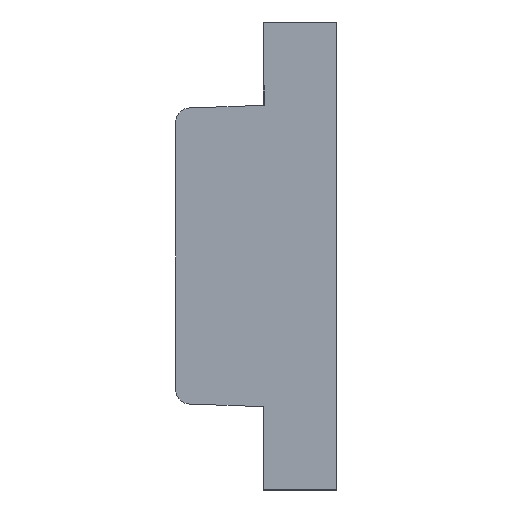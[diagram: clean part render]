
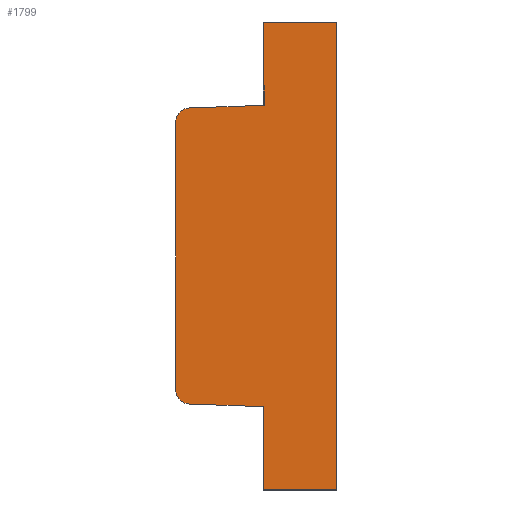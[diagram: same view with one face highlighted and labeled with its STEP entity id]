
A CAD part, left-side view. The second image highlights one B-rep face of the part: STEP entity #1799.
In plain terms, the highlighted planar face has unit normal (-1, 0, 0).
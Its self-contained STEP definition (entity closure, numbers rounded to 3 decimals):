
#4 = AXIS2_PLACEMENT_3D ( 'NONE', #4356, #503, #2456 ) ;
#89 = DIRECTION ( 'NONE',  ( 0., 0., -1. ) ) ;
#130 = VECTOR ( 'NONE', #4774, 1000. ) ;
#172 = LINE ( 'NONE', #3351, #747 ) ;
#239 = LINE ( 'NONE', #4629, #3127 ) ;
#302 = EDGE_CURVE ( 'NONE', #593, #3014, #1003, .T. ) ;
#409 = VERTEX_POINT ( 'NONE', #1846 ) ;
#484 = DIRECTION ( 'NONE',  ( -1., 0., 0. ) ) ;
#496 = LINE ( 'NONE', #2444, #130 ) ;
#503 = DIRECTION ( 'NONE',  ( 1., 0., 0. ) ) ;
#522 = VECTOR ( 'NONE', #1247, 1000. ) ;
#577 = DIRECTION ( 'NONE',  ( 0., -1., 0. ) ) ;
#578 = ORIENTED_EDGE ( 'NONE', *, *, #1662, .T. ) ;
#593 = VERTEX_POINT ( 'NONE', #1743 ) ;
#639 = CARTESIAN_POINT ( 'NONE',  ( -1.35, 0.495, 1.03 ) ) ;
#660 = EDGE_LOOP ( 'NONE', ( #4070, #1499, #4720, #1496, #578, #4114, #2466, #2899, #4965, #804, #1507, #2534, #1270 ) ) ;
#670 = VERTEX_POINT ( 'NONE', #4028 ) ;
#747 = VECTOR ( 'NONE', #3758, 1000. ) ;
#786 = CARTESIAN_POINT ( 'NONE',  ( -1.35, 0.495, 1.03 ) ) ;
#804 = ORIENTED_EDGE ( 'NONE', *, *, #1175, .T. ) ;
#809 = VECTOR ( 'NONE', #1993, 1000. ) ;
#853 = PLANE ( 'NONE',  #4 ) ;
#979 = VECTOR ( 'NONE', #2769, 1000. ) ;
#987 = CARTESIAN_POINT ( 'NONE',  ( -1.35, 1.1, 0.912 ) ) ;
#988 = LINE ( 'NONE', #4301, #809 ) ;
#1003 = LINE ( 'NONE', #639, #1816 ) ;
#1175 = EDGE_CURVE ( 'NONE', #2585, #3469, #496, .T. ) ;
#1200 = CARTESIAN_POINT ( 'NONE',  ( -1.35, 0.5, -1.6 ) ) ;
#1247 = DIRECTION ( 'NONE',  ( 0., 1., 0. ) ) ;
#1270 = ORIENTED_EDGE ( 'NONE', *, *, #2901, .F. ) ;
#1457 = DIRECTION ( 'NONE',  ( 0., -0.999, -0.035 ) ) ;
#1496 = ORIENTED_EDGE ( 'NONE', *, *, #3236, .T. ) ;
#1499 = ORIENTED_EDGE ( 'NONE', *, *, #302, .T. ) ;
#1507 = ORIENTED_EDGE ( 'NONE', *, *, #2995, .F. ) ;
#1548 = VECTOR ( 'NONE', #3396, 1000. ) ;
#1584 = CARTESIAN_POINT ( 'NONE',  ( -1.35, 0.495, 1.163 ) ) ;
#1592 = CIRCLE ( 'NONE', #1644, 0.1 ) ;
#1644 = AXIS2_PLACEMENT_3D ( 'NONE', #4422, #484, #89 ) ;
#1662 = EDGE_CURVE ( 'NONE', #4228, #3177, #4768, .T. ) ;
#1723 = EDGE_CURVE ( 'NONE', #3014, #4686, #988, .T. ) ;
#1743 = CARTESIAN_POINT ( 'NONE',  ( -1.35, 0.495, 1.03 ) ) ;
#1799 = ADVANCED_FACE ( 'NONE', ( #2388 ), #853, .F. ) ;
#1816 = VECTOR ( 'NONE', #4136, 1000. ) ;
#1836 = CARTESIAN_POINT ( 'NONE',  ( -1.35, 0.5, 1.6 ) ) ;
#1846 = CARTESIAN_POINT ( 'NONE',  ( -1.35, 1.003, -1.012 ) ) ;
#1924 = DIRECTION ( 'NONE',  ( 0., 0., 1. ) ) ;
#1993 = DIRECTION ( 'NONE',  ( 0., 0.999, -0.035 ) ) ;
#2150 = CARTESIAN_POINT ( 'NONE',  ( -1.35, 0.5, -1.03 ) ) ;
#2298 = VERTEX_POINT ( 'NONE', #1200 ) ;
#2305 = VERTEX_POINT ( 'NONE', #2397 ) ;
#2320 = LINE ( 'NONE', #786, #979 ) ;
#2388 = FACE_OUTER_BOUND ( 'NONE', #660, .T. ) ;
#2396 = EDGE_CURVE ( 'NONE', #3177, #409, #1592, .T. ) ;
#2397 = CARTESIAN_POINT ( 'NONE',  ( -1.35, 0.5, 1.6 ) ) ;
#2444 = CARTESIAN_POINT ( 'NONE',  ( -1.35, 0., 1.6 ) ) ;
#2456 = DIRECTION ( 'NONE',  ( 0., 0., -1. ) ) ;
#2466 = ORIENTED_EDGE ( 'NONE', *, *, #4283, .T. ) ;
#2515 = VECTOR ( 'NONE', #577, 1000. ) ;
#2534 = ORIENTED_EDGE ( 'NONE', *, *, #3731, .F. ) ;
#2585 = VERTEX_POINT ( 'NONE', #3349 ) ;
#2656 = CARTESIAN_POINT ( 'NONE',  ( -1.35, 1.1, -0.912 ) ) ;
#2769 = DIRECTION ( 'NONE',  ( 0., 0., 1. ) ) ;
#2812 = CARTESIAN_POINT ( 'NONE',  ( -1.35, 1., 0.912 ) ) ;
#2899 = ORIENTED_EDGE ( 'NONE', *, *, #3139, .F. ) ;
#2901 = EDGE_CURVE ( 'NONE', #4471, #670, #4715, .T. ) ;
#2960 = CARTESIAN_POINT ( 'NONE',  ( -1.35, 0., 1.6 ) ) ;
#2995 = EDGE_CURVE ( 'NONE', #2305, #3469, #4584, .T. ) ;
#3010 = CARTESIAN_POINT ( 'NONE',  ( -1.35, 0.5, -1.03 ) ) ;
#3014 = VERTEX_POINT ( 'NONE', #4074 ) ;
#3127 = VECTOR ( 'NONE', #1924, 1000. ) ;
#3135 = DIRECTION ( 'NONE',  ( -1., 0., 0. ) ) ;
#3139 = EDGE_CURVE ( 'NONE', #2298, #3987, #3483, .T. ) ;
#3174 = CARTESIAN_POINT ( 'NONE',  ( -1.35, 0.495, 1.163 ) ) ;
#3177 = VERTEX_POINT ( 'NONE', #2656 ) ;
#3236 = EDGE_CURVE ( 'NONE', #4686, #4228, #3917, .T. ) ;
#3349 = CARTESIAN_POINT ( 'NONE',  ( -1.35, 0., -1.6 ) ) ;
#3351 = CARTESIAN_POINT ( 'NONE',  ( -1.35, 0.5, -1.6 ) ) ;
#3396 = DIRECTION ( 'NONE',  ( 0., 0., 1. ) ) ;
#3422 = CARTESIAN_POINT ( 'NONE',  ( -1.35, 1.1, -1.009 ) ) ;
#3469 = VERTEX_POINT ( 'NONE', #2960 ) ;
#3477 = VECTOR ( 'NONE', #4211, 1000. ) ;
#3483 = LINE ( 'NONE', #1836, #1548 ) ;
#3560 = AXIS2_PLACEMENT_3D ( 'NONE', #2812, #3135, #3952 ) ;
#3731 = EDGE_CURVE ( 'NONE', #670, #2305, #239, .T. ) ;
#3758 = DIRECTION ( 'NONE',  ( 0., -1., 0. ) ) ;
#3917 = CIRCLE ( 'NONE', #3560, 0.1 ) ;
#3952 = DIRECTION ( 'NONE',  ( 0., 0., -1. ) ) ;
#3987 = VERTEX_POINT ( 'NONE', #2150 ) ;
#4028 = CARTESIAN_POINT ( 'NONE',  ( -1.35, 0.5, 1.163 ) ) ;
#4070 = ORIENTED_EDGE ( 'NONE', *, *, #4788, .F. ) ;
#4074 = CARTESIAN_POINT ( 'NONE',  ( -1.35, 0.5, 1.03 ) ) ;
#4114 = ORIENTED_EDGE ( 'NONE', *, *, #2396, .T. ) ;
#4136 = DIRECTION ( 'NONE',  ( 0., 1., 0. ) ) ;
#4211 = DIRECTION ( 'NONE',  ( 0., 0., -1. ) ) ;
#4216 = EDGE_CURVE ( 'NONE', #2298, #2585, #172, .T. ) ;
#4228 = VERTEX_POINT ( 'NONE', #987 ) ;
#4283 = EDGE_CURVE ( 'NONE', #409, #3987, #4882, .T. ) ;
#4301 = CARTESIAN_POINT ( 'NONE',  ( -1.35, 1.1, 1.009 ) ) ;
#4356 = CARTESIAN_POINT ( 'NONE',  ( -1.35, 0.5, 1.6 ) ) ;
#4422 = CARTESIAN_POINT ( 'NONE',  ( -1.35, 1., -0.912 ) ) ;
#4471 = VERTEX_POINT ( 'NONE', #1584 ) ;
#4500 = CARTESIAN_POINT ( 'NONE',  ( -1.35, 0.5, 1.6 ) ) ;
#4584 = LINE ( 'NONE', #4500, #2515 ) ;
#4629 = CARTESIAN_POINT ( 'NONE',  ( -1.35, 0.5, 1.6 ) ) ;
#4639 = VECTOR ( 'NONE', #1457, 1000. ) ;
#4686 = VERTEX_POINT ( 'NONE', #4967 ) ;
#4715 = LINE ( 'NONE', #3174, #522 ) ;
#4720 = ORIENTED_EDGE ( 'NONE', *, *, #1723, .T. ) ;
#4768 = LINE ( 'NONE', #3422, #3477 ) ;
#4774 = DIRECTION ( 'NONE',  ( 0., 0., 1. ) ) ;
#4788 = EDGE_CURVE ( 'NONE', #593, #4471, #2320, .T. ) ;
#4882 = LINE ( 'NONE', #3010, #4639 ) ;
#4965 = ORIENTED_EDGE ( 'NONE', *, *, #4216, .T. ) ;
#4967 = CARTESIAN_POINT ( 'NONE',  ( -1.35, 1.003, 1.012 ) ) ;
